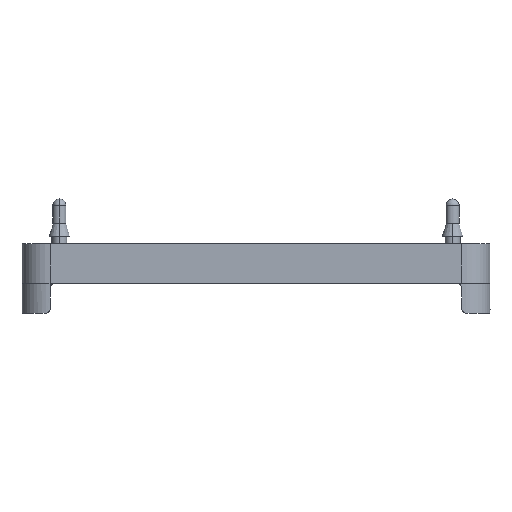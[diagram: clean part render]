
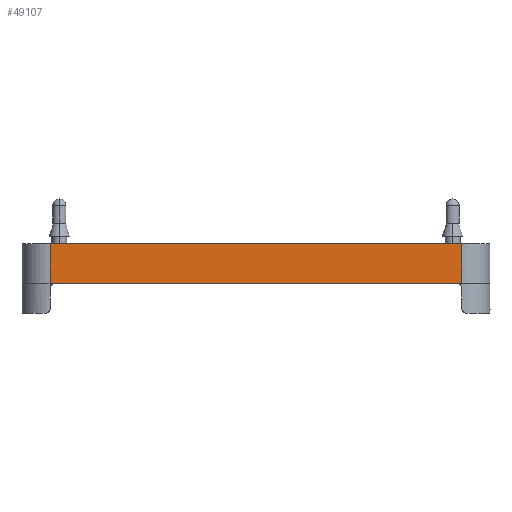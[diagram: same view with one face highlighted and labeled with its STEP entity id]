
A CAD part, left-side view. The second image highlights one B-rep face of the part: STEP entity #49107.
In plain terms, the highlighted planar face has unit normal (-1, 0, 0).
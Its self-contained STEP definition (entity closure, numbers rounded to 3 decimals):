
#1669=CARTESIAN_POINT('',(-62.5,54.961,-2.0));
#1670=VERTEX_POINT('',#1669);
#4150=CARTESIAN_POINT('',(-62.5,-54.961,-2.0));
#4151=VERTEX_POINT('',#4150);
#4159=CARTESIAN_POINT('',(-62.5,-54.961,-2.0));
#4160=DIRECTION('',(0.0,1.0,0.0));
#4161=VECTOR('',#4160,109.923);
#4162=LINE('',#4159,#4161);
#4163=EDGE_CURVE('',#4151,#1670,#4162,.T.);
#47660=CARTESIAN_POINT('',(-62.5,-55.,-2.0));
#47661=VERTEX_POINT('',#47660);
#47669=CARTESIAN_POINT('',(-62.5,-55.,-2.0));
#47670=DIRECTION('',(0.,1.0,0.0));
#47671=VECTOR('',#47670,0.039);
#47672=LINE('',#47669,#47671);
#47673=EDGE_CURVE('',#47661,#4151,#47672,.T.);
#47691=CARTESIAN_POINT('',(-62.5,55.0,-2.0));
#47692=VERTEX_POINT('',#47691);
#47710=CARTESIAN_POINT('',(-62.5,54.961,-2.0));
#47711=DIRECTION('',(0.,1.0,0.0));
#47712=VECTOR('',#47711,0.039);
#47713=LINE('',#47710,#47712);
#47714=EDGE_CURVE('',#1670,#47692,#47713,.T.);
#49075=CARTESIAN_POINT('',(-62.5,-55.,-2.0));
#49076=DIRECTION('',(-1.0,0.0,0.0));
#49077=DIRECTION('',(0.0,0.0,1.0));
#49078=AXIS2_PLACEMENT_3D('',#49075,#49076,#49077);
#49079=PLANE('',#49078);
#49080=CARTESIAN_POINT('',(-62.5,-55.,8.5));
#49081=VERTEX_POINT('',#49080);
#49082=CARTESIAN_POINT('',(-62.5,-55.,-2.0));
#49083=DIRECTION('',(0.0,0.0,1.0));
#49084=VECTOR('',#49083,10.5);
#49085=LINE('',#49082,#49084);
#49086=EDGE_CURVE('',#47661,#49081,#49085,.T.);
#49087=ORIENTED_EDGE('',*,*,#49086,.T.);
#49088=CARTESIAN_POINT('',(-62.5,55.0,8.5));
#49089=VERTEX_POINT('',#49088);
#49090=CARTESIAN_POINT('',(-62.5,-55.,8.5));
#49091=DIRECTION('',(0.0,1.0,0.0));
#49092=VECTOR('',#49091,110.);
#49093=LINE('',#49090,#49092);
#49094=EDGE_CURVE('',#49081,#49089,#49093,.T.);
#49095=ORIENTED_EDGE('',*,*,#49094,.T.);
#49096=CARTESIAN_POINT('',(-62.5,55.0,-2.0));
#49097=DIRECTION('',(0.0,0.0,1.0));
#49098=VECTOR('',#49097,10.5);
#49099=LINE('',#49096,#49098);
#49100=EDGE_CURVE('',#47692,#49089,#49099,.T.);
#49101=ORIENTED_EDGE('',*,*,#49100,.F.);
#49102=ORIENTED_EDGE('',*,*,#47714,.F.);
#49103=ORIENTED_EDGE('',*,*,#4163,.F.);
#49104=ORIENTED_EDGE('',*,*,#47673,.F.);
#49105=EDGE_LOOP('',(#49087,#49095,#49101,#49102,#49103,#49104));
#49106=FACE_OUTER_BOUND('',#49105,.T.);
#49107=ADVANCED_FACE('',(#49106),#49079,.T.);
